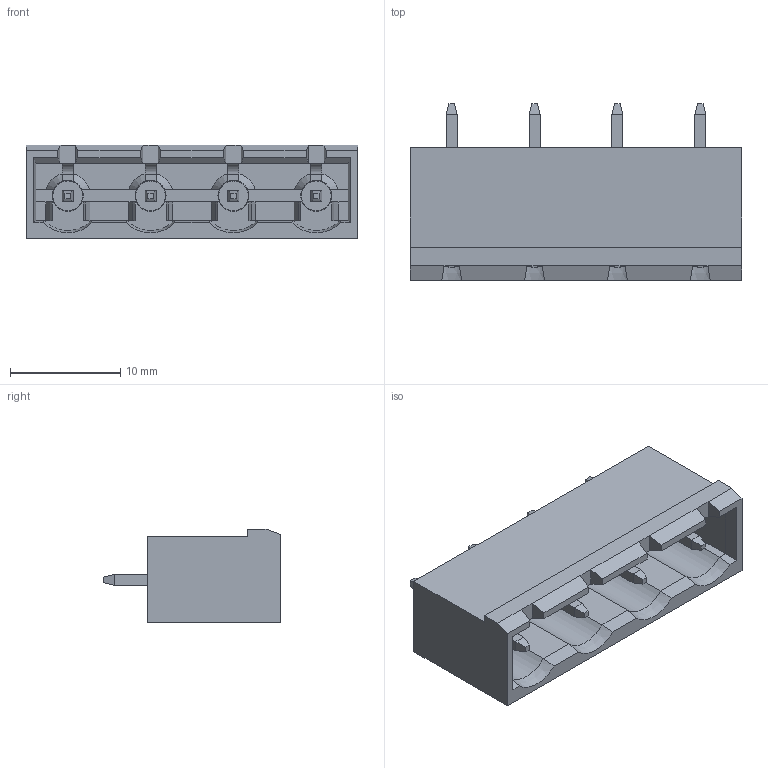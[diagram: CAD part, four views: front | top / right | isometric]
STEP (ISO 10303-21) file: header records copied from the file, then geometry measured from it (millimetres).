
FILE_DESCRIPTION((''),'2;1');
FILE_NAME('WJ2EDGVC-750-4P-00A','2017-03-16T',('QZY'),(''),'CREO PARAMETRIC BY PTC INC, 2014440','CREO PARAMETRIC BY PTC INC, 2014440','');
FILE_SCHEMA(('CONFIG_CONTROL_DESIGN'));
Length unit declared in the file: millimetre
Products named in the file (1): WJ2EDGVC-750-4P-00A
Bounding box: 30 x 16 x 8.5 mm (x, y, z)
Volume: 1276.3 mm3; surface area: 2570.8 mm2
Topology: 1 solids, 1 shells, 297 faces, 789 edges, 498 vertices
Faces by surface type: plane 265, cone 20, cylinder 12
Entity records: 9094 total; most frequent: CARTESIAN_POINT 1690, ORIENTED_EDGE 1578, DIRECTION 1431, EDGE_CURVE 789, VECTOR 693, LINE 693, VERTEX_POINT 498, AXIS2_PLACEMENT_3D 369
